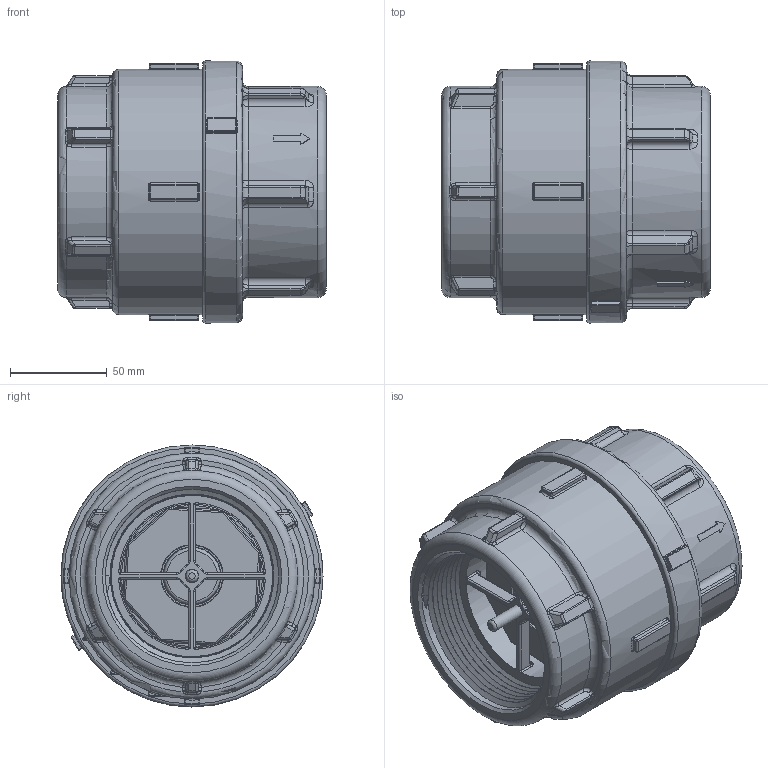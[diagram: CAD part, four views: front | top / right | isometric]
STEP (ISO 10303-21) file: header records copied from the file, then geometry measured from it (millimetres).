
FILE_DESCRIPTION(/* description */ ('3" NPT CHECK VALVE, 1/2# SPRING'),/* implementation_level */ '2;1');
FILE_NAME(/* name */ 'CV301.stp',/* time_stamp */ '2022-10-24T09:30:37-04:00',/* author */ ('MJC'),/* organization */ (''),/* preprocessor_version */ 'ST-DEVELOPER v18.1',/* originating_system */ 'Autodesk Inventor 2022',/* authorisation */ '');
FILE_SCHEMA (('AUTOMOTIVE_DESIGN { 1 0 10303 214 3 1 1 }'));
Products named in the file (10): CV301; CV30054; CV30054X; CV30056; CV30056_1; CV30055A; CV30155M; CV30075A; CV30155F; CV21505
Assembly tree (9 placements, depth 3):
  CV301
    CV30054
      CV30054X
    CV30056
      CV30056_1
    CV30055A
      CV30155M
      CV30075A
      CV30155F
    CV21505
Bounding box: 139.31 x 135.76 x 135.76 mm (x, y, z)
Volume: 703719.6 mm3; surface area: 210607.2 mm2
Topology: 6 solids, 6 shells, 1038 faces, 2442 edges, 1370 vertices
Faces by surface type: cylinder 320, bspline 295, plane 177, torus 151, sphere 50, cone 45
Full cylindrical faces by diameter (mm): 6.35 x2, 6.858 x2, 30.201 x1, 30.963 x1, 31.75 x3, 74.612 x1, 76.2 x1, 81.28 x1, 81.788 x1, 84.137 x1, 86.36 x1, 104.775 x1, 109.474 x1, 110.363 x1, 110.49 x1, 112.014 x1, 113.538 x1, 127 x1, 127.508 x1, 135.763 x1
Entity records: 42620 total; most frequent: CARTESIAN_POINT 20322, ORIENTED_EDGE 4752, DIRECTION 4360, EDGE_CURVE 2376, AXIS2_PLACEMENT_3D 1866, VERTEX_POINT 1370, CIRCLE 1095, EDGE_LOOP 1086
